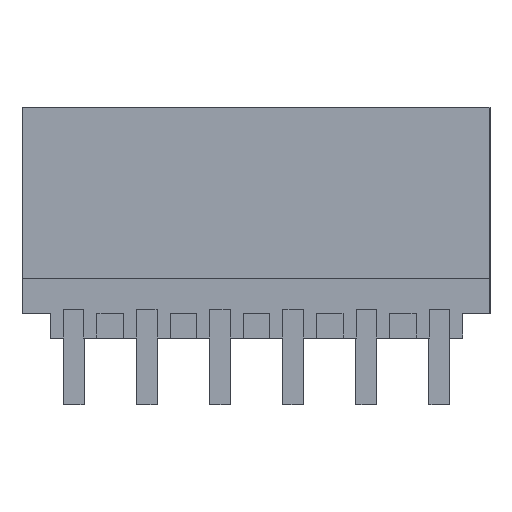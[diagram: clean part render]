
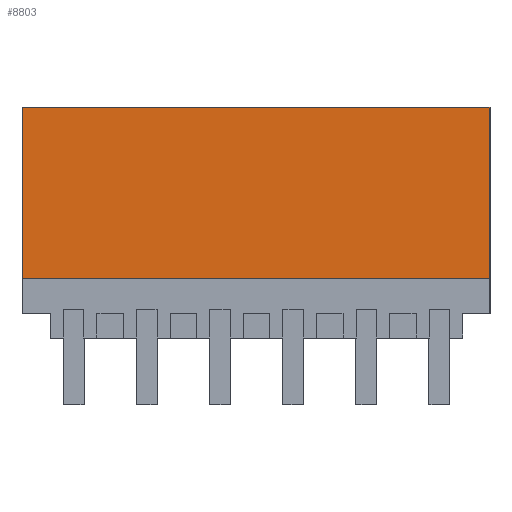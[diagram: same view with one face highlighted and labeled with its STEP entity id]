
A CAD part, front view. The second image highlights one B-rep face of the part: STEP entity #8803.
In plain terms, the highlighted planar face has unit normal (0, -1, 0).
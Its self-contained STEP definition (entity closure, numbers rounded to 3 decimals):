
#8795=AXIS2_PLACEMENT_3D('Plane Axis2P3D',#8792,#8793,#8794) ;
#2440=CARTESIAN_POINT('Line Origine',(0.,0.,10.15)) ;
#2444=CARTESIAN_POINT('Vertex',(0.,0.,14.25)) ;
#2446=CARTESIAN_POINT('Vertex',(0.,0.,6.05)) ;
#2474=CARTESIAN_POINT('Line Origine',(11.2,0.,14.25)) ;
#2478=CARTESIAN_POINT('Vertex',(22.4,0.,14.25)) ;
#5575=CARTESIAN_POINT('Vertex',(22.4,0.,6.05)) ;
#5583=CARTESIAN_POINT('Line Origine',(22.4,0.,10.15)) ;
#7427=CARTESIAN_POINT('Line Origine',(11.2,0.,6.05)) ;
#8792=CARTESIAN_POINT('Axis2P3D Location',(4.225,0.,3.2)) ;
#2441=DIRECTION('Vector Direction',(0.,0.,-1.)) ;
#2475=DIRECTION('Vector Direction',(1.,0.,0.)) ;
#5584=DIRECTION('Vector Direction',(0.,0.,1.)) ;
#7428=DIRECTION('Vector Direction',(-1.,0.,0.)) ;
#8793=DIRECTION('Axis2P3D Direction',(0.,1.,0.)) ;
#8794=DIRECTION('Axis2P3D XDirection',(0.,0.,-1.)) ;
#2442=VECTOR('Line Direction',#2441,1.) ;
#2476=VECTOR('Line Direction',#2475,1.) ;
#5585=VECTOR('Line Direction',#5584,1.) ;
#7429=VECTOR('Line Direction',#7428,1.) ;
#8798=ORIENTED_EDGE('',*,*,#7431,.F.) ;
#8799=ORIENTED_EDGE('',*,*,#5587,.T.) ;
#8800=ORIENTED_EDGE('',*,*,#2480,.F.) ;
#8801=ORIENTED_EDGE('',*,*,#2448,.T.) ;
#8803=ADVANCED_FACE('HOUSING',(#8802),#8796,.F.) ;
#2448=EDGE_CURVE('',#2445,#2447,#2443,.T.) ;
#2480=EDGE_CURVE('',#2445,#2479,#2477,.T.) ;
#5587=EDGE_CURVE('',#5576,#2479,#5586,.T.) ;
#7431=EDGE_CURVE('',#5576,#2447,#7430,.T.) ;
#8797=EDGE_LOOP('',(#8798,#8799,#8800,#8801)) ;
#8802=FACE_OUTER_BOUND('',#8797,.T.) ;
#2443=LINE('Line',#2440,#2442) ;
#2477=LINE('Line',#2474,#2476) ;
#5586=LINE('Line',#5583,#5585) ;
#7430=LINE('Line',#7427,#7429) ;
#8796=PLANE('',#8795) ;
#2445=VERTEX_POINT('',#2444) ;
#2447=VERTEX_POINT('',#2446) ;
#2479=VERTEX_POINT('',#2478) ;
#5576=VERTEX_POINT('',#5575) ;
